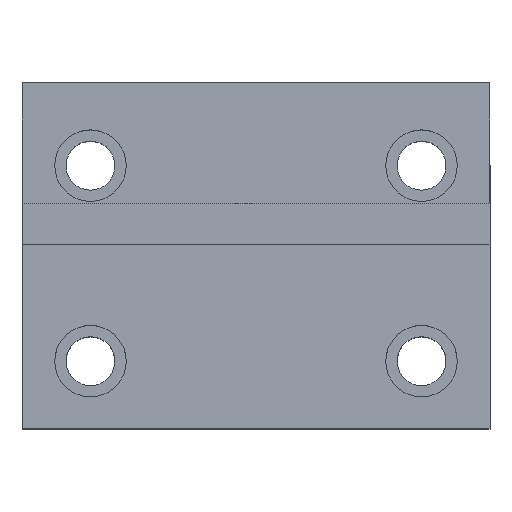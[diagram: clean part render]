
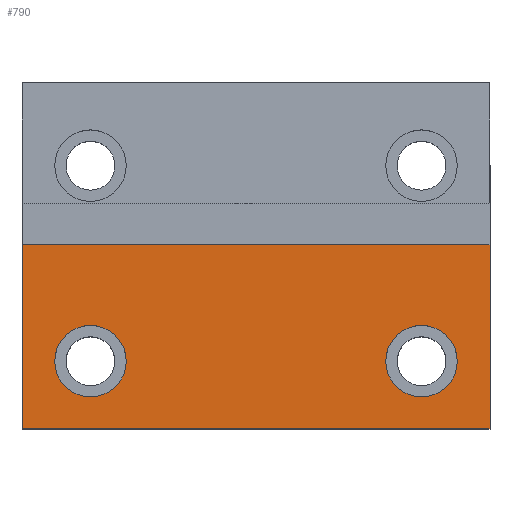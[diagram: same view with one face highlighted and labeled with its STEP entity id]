
A CAD part, top view. The second image highlights one B-rep face of the part: STEP entity #790.
In plain terms, the highlighted planar face has unit normal (0, 0, 1).
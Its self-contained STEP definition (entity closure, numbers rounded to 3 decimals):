
#5 = EDGE_CURVE ( 'NONE', #213, #488, #113, .T. ) ;
#7 = LINE ( 'NONE', #935, #381 ) ;
#8 = FACE_BOUND ( 'NONE', #1005, .T. ) ;
#11 = DIRECTION ( 'NONE',  ( 1., 0., 0. ) ) ;
#15 = CARTESIAN_POINT ( 'NONE',  ( -44., -28., 48.5 ) ) ;
#20 = LINE ( 'NONE', #481, #700 ) ;
#46 = VERTEX_POINT ( 'NONE', #731 ) ;
#55 = DIRECTION ( 'NONE',  ( 1., 0., 0. ) ) ;
#80 = DIRECTION ( 'NONE',  ( 0., 0., 1. ) ) ;
#84 = EDGE_CURVE ( 'NONE', #488, #213, #932, .T. ) ;
#108 = DIRECTION ( 'NONE',  ( 0., 0., 1. ) ) ;
#111 = FACE_BOUND ( 'NONE', #388, .T. ) ;
#113 = CIRCLE ( 'NONE', #1098, 9.5 ) ;
#124 = VECTOR ( 'NONE', #1043, 1000. ) ;
#130 = DIRECTION ( 'NONE',  ( 0., 0., 1. ) ) ;
#150 = ORIENTED_EDGE ( 'NONE', *, *, #1211, .F. ) ;
#176 = CARTESIAN_POINT ( 'NONE',  ( -62.2, -46., 48.5 ) ) ;
#187 = DIRECTION ( 'NONE',  ( 0., 1., 0. ) ) ;
#213 = VERTEX_POINT ( 'NONE', #979 ) ;
#218 = DIRECTION ( 'NONE',  ( 1., 0., 0. ) ) ;
#230 = CARTESIAN_POINT ( 'NONE',  ( 62.2, 3., 48.5 ) ) ;
#279 = DIRECTION ( 'NONE',  ( -1., 0., 0. ) ) ;
#282 = VERTEX_POINT ( 'NONE', #589 ) ;
#287 = DIRECTION ( 'NONE',  ( 0., 0., 1. ) ) ;
#360 = ORIENTED_EDGE ( 'NONE', *, *, #5, .F. ) ;
#364 = ORIENTED_EDGE ( 'NONE', *, *, #686, .F. ) ;
#378 = CARTESIAN_POINT ( 'NONE',  ( -44., -28., 48.5 ) ) ;
#381 = VECTOR ( 'NONE', #187, 1000. ) ;
#388 = EDGE_LOOP ( 'NONE', ( #150, #364 ) ) ;
#394 = LINE ( 'NONE', #453, #124 ) ;
#402 = VERTEX_POINT ( 'NONE', #702 ) ;
#415 = CARTESIAN_POINT ( 'NONE',  ( 44., -28., 48.5 ) ) ;
#453 = CARTESIAN_POINT ( 'NONE',  ( 0., 3., 48.5 ) ) ;
#461 = AXIS2_PLACEMENT_3D ( 'NONE', #378, #108, #746 ) ;
#481 = CARTESIAN_POINT ( 'NONE',  ( -62.2, 46., 48.5 ) ) ;
#488 = VERTEX_POINT ( 'NONE', #1142 ) ;
#501 = FACE_OUTER_BOUND ( 'NONE', #952, .T. ) ;
#513 = VECTOR ( 'NONE', #55, 1000. ) ;
#531 = AXIS2_PLACEMENT_3D ( 'NONE', #615, #80, #11 ) ;
#538 = PLANE ( 'NONE',  #966 ) ;
#589 = CARTESIAN_POINT ( 'NONE',  ( 53.5, -28., 48.5 ) ) ;
#608 = VERTEX_POINT ( 'NONE', #987 ) ;
#615 = CARTESIAN_POINT ( 'NONE',  ( 44., -28., 48.5 ) ) ;
#675 = CARTESIAN_POINT ( 'NONE',  ( 62.2, -46., 48.5 ) ) ;
#686 = EDGE_CURVE ( 'NONE', #608, #282, #846, .T. ) ;
#694 = VERTEX_POINT ( 'NONE', #176 ) ;
#697 = ORIENTED_EDGE ( 'NONE', *, *, #901, .F. ) ;
#700 = VECTOR ( 'NONE', #772, 1000. ) ;
#702 = CARTESIAN_POINT ( 'NONE',  ( -62.2, 3., 48.5 ) ) ;
#731 = CARTESIAN_POINT ( 'NONE',  ( 62.2, -46., 48.5 ) ) ;
#736 = CARTESIAN_POINT ( 'NONE',  ( 0., 0., 48.5 ) ) ;
#746 = DIRECTION ( 'NONE',  ( 1., 0., 0. ) ) ;
#758 = ORIENTED_EDGE ( 'NONE', *, *, #84, .F. ) ;
#772 = DIRECTION ( 'NONE',  ( 0., -1., 0. ) ) ;
#790 = ADVANCED_FACE ( 'NONE', ( #8, #111, #501 ), #538, .F. ) ;
#820 = LINE ( 'NONE', #675, #513 ) ;
#835 = CIRCLE ( 'NONE', #844, 9.5 ) ;
#844 = AXIS2_PLACEMENT_3D ( 'NONE', #415, #130, #218 ) ;
#846 = CIRCLE ( 'NONE', #531, 9.5 ) ;
#850 = ORIENTED_EDGE ( 'NONE', *, *, #925, .T. ) ;
#901 = EDGE_CURVE ( 'NONE', #402, #1206, #394, .T. ) ;
#925 = EDGE_CURVE ( 'NONE', #46, #1206, #7, .T. ) ;
#932 = CIRCLE ( 'NONE', #461, 9.5 ) ;
#935 = CARTESIAN_POINT ( 'NONE',  ( 62.2, 46., 48.5 ) ) ;
#950 = ORIENTED_EDGE ( 'NONE', *, *, #1002, .T. ) ;
#952 = EDGE_LOOP ( 'NONE', ( #697, #1035, #950, #850 ) ) ;
#966 = AXIS2_PLACEMENT_3D ( 'NONE', #736, #1129, #279 ) ;
#979 = CARTESIAN_POINT ( 'NONE',  ( -53.5, -28., 48.5 ) ) ;
#986 = EDGE_CURVE ( 'NONE', #402, #694, #20, .T. ) ;
#987 = CARTESIAN_POINT ( 'NONE',  ( 34.5, -28., 48.5 ) ) ;
#1002 = EDGE_CURVE ( 'NONE', #694, #46, #820, .T. ) ;
#1005 = EDGE_LOOP ( 'NONE', ( #758, #360 ) ) ;
#1035 = ORIENTED_EDGE ( 'NONE', *, *, #986, .T. ) ;
#1043 = DIRECTION ( 'NONE',  ( 1., 0., 0. ) ) ;
#1098 = AXIS2_PLACEMENT_3D ( 'NONE', #15, #287, #1151 ) ;
#1129 = DIRECTION ( 'NONE',  ( 0., 0., -1. ) ) ;
#1142 = CARTESIAN_POINT ( 'NONE',  ( -34.5, -28., 48.5 ) ) ;
#1151 = DIRECTION ( 'NONE',  ( 1., 0., 0. ) ) ;
#1206 = VERTEX_POINT ( 'NONE', #230 ) ;
#1211 = EDGE_CURVE ( 'NONE', #282, #608, #835, .T. ) ;
